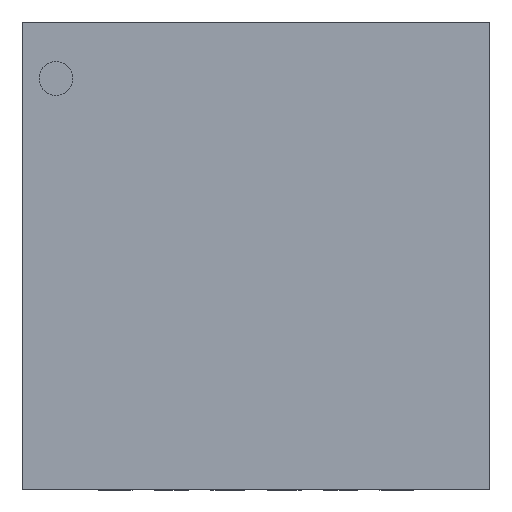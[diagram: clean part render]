
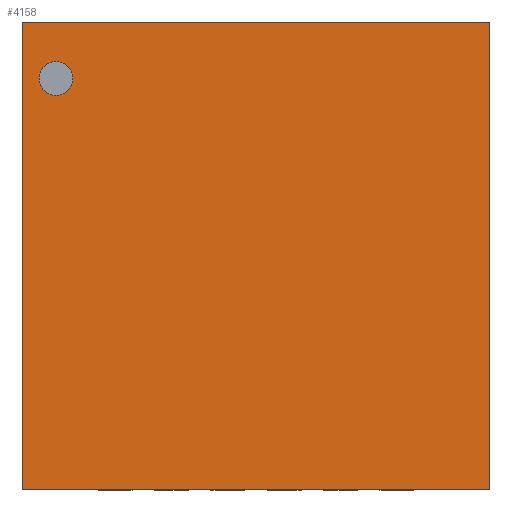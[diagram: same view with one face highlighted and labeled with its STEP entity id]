
A CAD part, top view. The second image highlights one B-rep face of the part: STEP entity #4158.
In plain terms, the highlighted planar face has unit normal (0, 0, 1).
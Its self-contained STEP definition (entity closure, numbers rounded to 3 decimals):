
#326=CARTESIAN_POINT('',(-1.625,1.575,1.0));
#327=VERTEX_POINT('',#326);
#336=CARTESIAN_POINT('',(-1.925,1.575,1.0));
#337=VERTEX_POINT('',#336);
#338=CARTESIAN_POINT('',(-1.775,1.575,1.0));
#339=DIRECTION('',(0.0,0.0,-1.0));
#340=DIRECTION('',(1.0,0.0,0.0));
#341=AXIS2_PLACEMENT_3D('',#338,#339,#340);
#342=CIRCLE('',#341,0.15);
#343=EDGE_CURVE('',#337,#327,#342,.T.);
#1147=CARTESIAN_POINT('',(2.075,-2.075,1.0));
#1148=VERTEX_POINT('',#1147);
#1155=CARTESIAN_POINT('',(-2.075,-2.075,1.0));
#1156=VERTEX_POINT('',#1155);
#1157=CARTESIAN_POINT('',(2.075,-2.075,1.0));
#1158=DIRECTION('',(-1.0,0.0,0.0));
#1159=VECTOR('',#1158,4.15);
#1160=LINE('',#1157,#1159);
#1161=EDGE_CURVE('',#1148,#1156,#1160,.T.);
#1895=CARTESIAN_POINT('',(2.075,2.075,1.0));
#1896=VERTEX_POINT('',#1895);
#1903=CARTESIAN_POINT('',(2.075,2.075,1.0));
#1904=DIRECTION('',(0.0,-1.0,0.0));
#1905=VECTOR('',#1904,4.15);
#1906=LINE('',#1903,#1905);
#1907=EDGE_CURVE('',#1896,#1148,#1906,.T.);
#2753=CARTESIAN_POINT('',(-2.075,2.075,1.0));
#2754=VERTEX_POINT('',#2753);
#2761=CARTESIAN_POINT('',(-2.075,2.075,1.0));
#2762=DIRECTION('',(1.0,0.0,0.0));
#2763=VECTOR('',#2762,4.15);
#2764=LINE('',#2761,#2763);
#2765=EDGE_CURVE('',#2754,#1896,#2764,.T.);
#3376=CARTESIAN_POINT('',(-2.075,-2.075,1.0));
#3377=DIRECTION('',(0.0,1.0,0.0));
#3378=VECTOR('',#3377,4.15);
#3379=LINE('',#3376,#3378);
#3380=EDGE_CURVE('',#1156,#2754,#3379,.T.);
#3835=CARTESIAN_POINT('',(-1.775,1.575,1.0));
#3836=DIRECTION('',(0.0,0.0,-1.0));
#3837=DIRECTION('',(1.0,0.0,0.0));
#3838=AXIS2_PLACEMENT_3D('',#3835,#3836,#3837);
#3839=CIRCLE('',#3838,0.15);
#3840=EDGE_CURVE('',#327,#337,#3839,.T.);
#4143=CARTESIAN_POINT('',(0.,0.,1.0));
#4144=DIRECTION('',(0.0,0.0,1.0));
#4145=DIRECTION('',(1.0,0.0,0.0));
#4146=AXIS2_PLACEMENT_3D('',#4143,#4144,#4145);
#4147=PLANE('',#4146);
#4148=ORIENTED_EDGE('',*,*,#1907,.F.);
#4149=ORIENTED_EDGE('',*,*,#2765,.F.);
#4150=ORIENTED_EDGE('',*,*,#3380,.F.);
#4151=ORIENTED_EDGE('',*,*,#1161,.F.);
#4152=EDGE_LOOP('',(#4148,#4149,#4150,#4151));
#4153=FACE_OUTER_BOUND('',#4152,.T.);
#4154=ORIENTED_EDGE('',*,*,#3840,.T.);
#4155=ORIENTED_EDGE('',*,*,#343,.T.);
#4156=EDGE_LOOP('',(#4154,#4155));
#4157=FACE_BOUND('',#4156,.T.);
#4158=ADVANCED_FACE('',(#4153,#4157),#4147,.T.);
